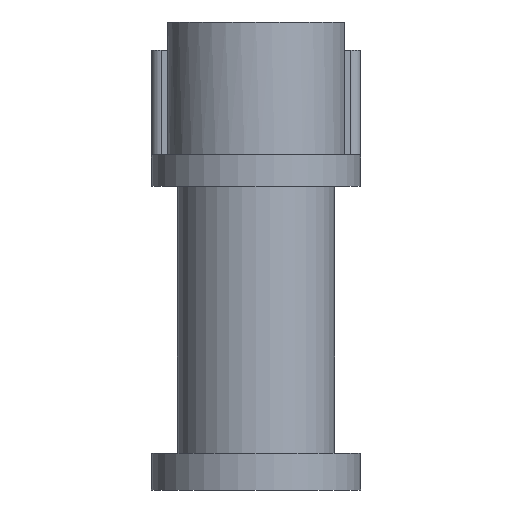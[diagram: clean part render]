
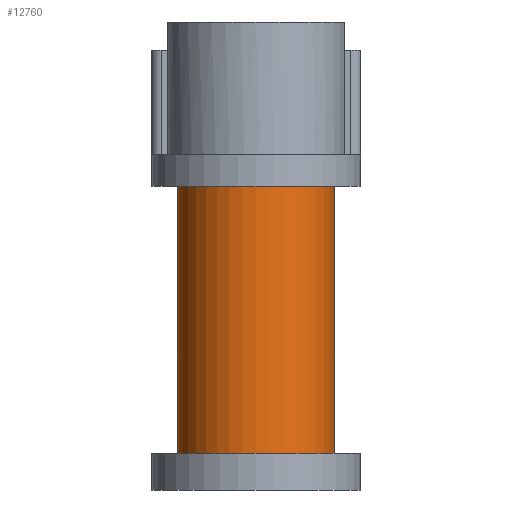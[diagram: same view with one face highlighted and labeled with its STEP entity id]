
A CAD part, left-side view. The second image highlights one B-rep face of the part: STEP entity #12760.
In plain terms, the highlighted cylindrical face has radius 7.5 mm (diameter 15 mm), a partial arc.
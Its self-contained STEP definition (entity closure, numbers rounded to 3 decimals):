
#135=CIRCLE('',#13367,7.5);
#137=CIRCLE('',#13371,7.5);
#194=CYLINDRICAL_SURFACE('',#13373,7.5);
#1478=FACE_OUTER_BOUND('',#2193,.T.);
#2193=EDGE_LOOP('',(#11656,#11657,#11658,#11659));
#2327=LINE('',#16273,#3674);
#3123=LINE('',#21285,#4470);
#3674=VECTOR('',#13598,10.);
#4470=VECTOR('',#15166,10.);
#4985=VERTEX_POINT('',#16270);
#4986=VERTEX_POINT('',#16272);
#5795=VERTEX_POINT('',#21282);
#5796=VERTEX_POINT('',#21284);
#6263=EDGE_CURVE('',#4985,#4986,#2327,.T.);
#7473=EDGE_CURVE('',#5795,#5796,#3123,.T.);
#7970=EDGE_CURVE('',#4986,#5795,#135,.T.);
#7974=EDGE_CURVE('',#5796,#4985,#137,.T.);
#11656=ORIENTED_EDGE('',*,*,#7970,.F.);
#11657=ORIENTED_EDGE('',*,*,#6263,.F.);
#11658=ORIENTED_EDGE('',*,*,#7974,.F.);
#11659=ORIENTED_EDGE('',*,*,#7473,.F.);
#12760=ADVANCED_FACE('',(#1478),#194,.T.);
#13367=AXIS2_PLACEMENT_3D('',#22888,#15897,#15898);
#13371=AXIS2_PLACEMENT_3D('',#22896,#15907,#15908);
#13373=AXIS2_PLACEMENT_3D('',#22898,#15911,#15912);
#13598=DIRECTION('',(0.,0.,1.));
#15166=DIRECTION('',(0.,0.,-1.));
#15897=DIRECTION('center_axis',(0.,0.,1.));
#15898=DIRECTION('ref_axis',(0.,1.,0.));
#15907=DIRECTION('center_axis',(0.,0.,
-1.));
#15908=DIRECTION('ref_axis',(0.,1.,0.));
#15911=DIRECTION('center_axis',(0.,0.,-1.));
#15912=DIRECTION('ref_axis',(-1.,0.,0.));
#16270=CARTESIAN_POINT('',(-94.988,101.992,1.75));
#16272=CARTESIAN_POINT('',(-94.988,101.992,27.25));
#16273=CARTESIAN_POINT('',(-94.988,101.992,30.25));
#21282=CARTESIAN_POINT('',(-94.988,98.992,27.25));
#21284=CARTESIAN_POINT('',(-94.988,98.992,1.75));
#21285=CARTESIAN_POINT('',(-94.988,98.992,30.25));
#22888=CARTESIAN_POINT('Origin',(-102.336,100.492,27.25));
#22896=CARTESIAN_POINT('Origin',(-102.336,100.492,1.75));
#22898=CARTESIAN_POINT('Origin',(-102.336,100.492,30.25));
